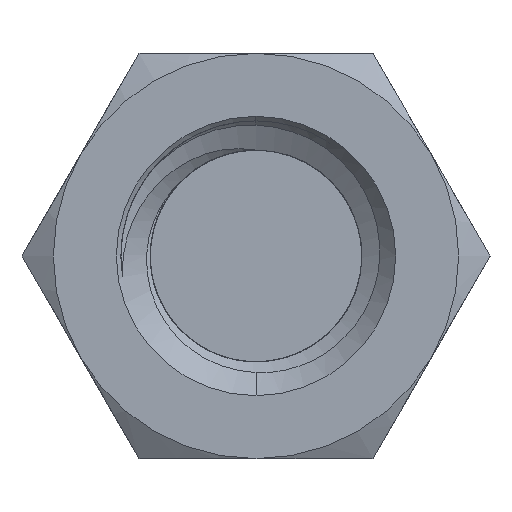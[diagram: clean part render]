
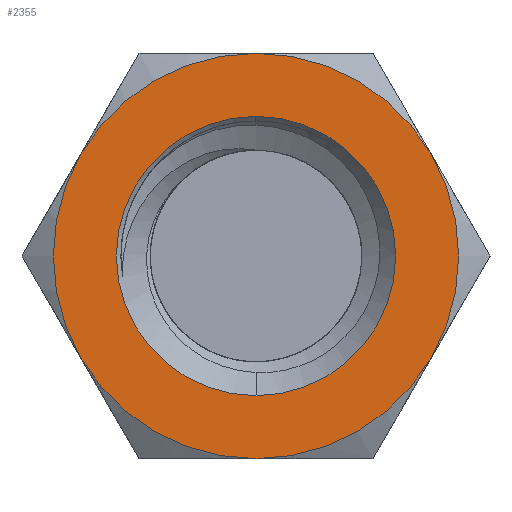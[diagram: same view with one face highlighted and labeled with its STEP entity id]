
A CAD part, left-side view. The second image highlights one B-rep face of the part: STEP entity #2355.
In plain terms, the highlighted planar face has unit normal (-1, 0, 0).
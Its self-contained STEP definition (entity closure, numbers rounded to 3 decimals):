
#35 = AXIS2_PLACEMENT_3D ( 'NONE', #4671, #1826, #4204 ) ;
#128 = DIRECTION ( 'NONE',  ( 0., 0., -1. ) ) ;
#251 = ORIENTED_EDGE ( 'NONE', *, *, #2966, .F. ) ;
#368 = CARTESIAN_POINT ( 'NONE',  ( -14.85, 0., -2.25 ) ) ;
#401 = VERTEX_POINT ( 'NONE', #4471 ) ;
#448 = ORIENTED_EDGE ( 'NONE', *, *, #1885, .F. ) ;
#487 = CIRCLE ( 'NONE', #1220, 2.25 ) ;
#507 = DIRECTION ( 'NONE',  ( 0., 0., 1. ) ) ;
#640 = DIRECTION ( 'NONE',  ( 1., 0., 0. ) ) ;
#676 = CIRCLE ( 'NONE', #4443, 2.25 ) ;
#800 = EDGE_CURVE ( 'NONE', #3168, #401, #3345, .T. ) ;
#846 = ORIENTED_EDGE ( 'NONE', *, *, #2092, .T. ) ;
#909 = ORIENTED_EDGE ( 'NONE', *, *, #967, .F. ) ;
#933 = CARTESIAN_POINT ( 'NONE',  ( -14.85, 2.598, 0. ) ) ;
#951 = DIRECTION ( 'NONE',  ( 1., 0., 0. ) ) ;
#967 = EDGE_CURVE ( 'NONE', #2049, #3168, #3215, .T. ) ;
#1023 = CARTESIAN_POINT ( 'NONE',  ( -14.85, 0., -1.551 ) ) ;
#1203 = CARTESIAN_POINT ( 'NONE',  ( -14.85, 0., 2.25 ) ) ;
#1206 = VERTEX_POINT ( 'NONE', #4956 ) ;
#1220 = AXIS2_PLACEMENT_3D ( 'NONE', #4525, #4144, #4940 ) ;
#1249 = CIRCLE ( 'NONE', #2037, 1.551 ) ;
#1328 = CARTESIAN_POINT ( 'NONE',  ( -14.85, 0., 0. ) ) ;
#1346 = DIRECTION ( 'NONE',  ( 0., 0., -1. ) ) ;
#1350 = PLANE ( 'NONE',  #4574 ) ;
#1356 = CARTESIAN_POINT ( 'NONE',  ( -14.85, 0., 0. ) ) ;
#1375 = DIRECTION ( 'NONE',  ( 1., 0., 0. ) ) ;
#1394 = EDGE_CURVE ( 'NONE', #2739, #1206, #3464, .T. ) ;
#1826 = DIRECTION ( 'NONE',  ( -1., 0., 0. ) ) ;
#1845 = CARTESIAN_POINT ( 'NONE',  ( -14.85, 0., 0. ) ) ;
#1885 = EDGE_CURVE ( 'NONE', #1206, #4261, #2253, .T. ) ;
#1983 = DIRECTION ( 'NONE',  ( -1., 0., 0. ) ) ;
#2037 = AXIS2_PLACEMENT_3D ( 'NONE', #4959, #4540, #507 ) ;
#2049 = VERTEX_POINT ( 'NONE', #1203 ) ;
#2074 = CIRCLE ( 'NONE', #35, 1.551 ) ;
#2092 = EDGE_CURVE ( 'NONE', #2049, #4261, #676, .T. ) ;
#2111 = DIRECTION ( 'NONE',  ( 1., 0., 0. ) ) ;
#2134 = FACE_OUTER_BOUND ( 'NONE', #4557, .T. ) ;
#2253 = CIRCLE ( 'NONE', #2809, 2.25 ) ;
#2290 = DIRECTION ( 'NONE',  ( 0., 0., -1. ) ) ;
#2355 = ADVANCED_FACE ( 'NONE', ( #3721, #2134 ), #1350, .F. ) ;
#2582 = CARTESIAN_POINT ( 'NONE',  ( -14.85, 1.949, 1.125 ) ) ;
#2653 = CARTESIAN_POINT ( 'NONE',  ( -14.85, 0., 0. ) ) ;
#2671 = AXIS2_PLACEMENT_3D ( 'NONE', #2653, #4320, #2290 ) ;
#2713 = EDGE_LOOP ( 'NONE', ( #3869, #251 ) ) ;
#2739 = VERTEX_POINT ( 'NONE', #368 ) ;
#2809 = AXIS2_PLACEMENT_3D ( 'NONE', #1845, #640, #3468 ) ;
#2847 = CARTESIAN_POINT ( 'NONE',  ( -14.85, 0., 0. ) ) ;
#2966 = EDGE_CURVE ( 'NONE', #4253, #3246, #1249, .T. ) ;
#3025 = EDGE_CURVE ( 'NONE', #401, #2739, #487, .T. ) ;
#3168 = VERTEX_POINT ( 'NONE', #4831 ) ;
#3215 = CIRCLE ( 'NONE', #2671, 2.25 ) ;
#3246 = VERTEX_POINT ( 'NONE', #3982 ) ;
#3345 = CIRCLE ( 'NONE', #4406, 2.25 ) ;
#3464 = CIRCLE ( 'NONE', #5097, 2.25 ) ;
#3468 = DIRECTION ( 'NONE',  ( 0., 0., -1. ) ) ;
#3634 = ORIENTED_EDGE ( 'NONE', *, *, #800, .F. ) ;
#3721 = FACE_BOUND ( 'NONE', #2713, .T. ) ;
#3869 = ORIENTED_EDGE ( 'NONE', *, *, #4227, .F. ) ;
#3982 = CARTESIAN_POINT ( 'NONE',  ( -14.85, 0., 1.551 ) ) ;
#4131 = ORIENTED_EDGE ( 'NONE', *, *, #1394, .F. ) ;
#4144 = DIRECTION ( 'NONE',  ( 1., 0., 0. ) ) ;
#4204 = DIRECTION ( 'NONE',  ( 0., 0., 1. ) ) ;
#4227 = EDGE_CURVE ( 'NONE', #3246, #4253, #2074, .T. ) ;
#4253 = VERTEX_POINT ( 'NONE', #1023 ) ;
#4261 = VERTEX_POINT ( 'NONE', #2582 ) ;
#4320 = DIRECTION ( 'NONE',  ( 1., 0., 0. ) ) ;
#4395 = ORIENTED_EDGE ( 'NONE', *, *, #3025, .F. ) ;
#4406 = AXIS2_PLACEMENT_3D ( 'NONE', #1328, #2111, #4952 ) ;
#4443 = AXIS2_PLACEMENT_3D ( 'NONE', #2847, #1983, #4815 ) ;
#4471 = CARTESIAN_POINT ( 'NONE',  ( -14.85, -1.949, -1.125 ) ) ;
#4525 = CARTESIAN_POINT ( 'NONE',  ( -14.85, 0., 0. ) ) ;
#4540 = DIRECTION ( 'NONE',  ( -1., 0., 0. ) ) ;
#4557 = EDGE_LOOP ( 'NONE', ( #4131, #4395, #3634, #909, #846, #448 ) ) ;
#4574 = AXIS2_PLACEMENT_3D ( 'NONE', #933, #951, #128 ) ;
#4671 = CARTESIAN_POINT ( 'NONE',  ( -14.85, 0., 0. ) ) ;
#4815 = DIRECTION ( 'NONE',  ( 0., 0., 1. ) ) ;
#4831 = CARTESIAN_POINT ( 'NONE',  ( -14.85, -1.949, 1.125 ) ) ;
#4940 = DIRECTION ( 'NONE',  ( 0., 0., -1. ) ) ;
#4952 = DIRECTION ( 'NONE',  ( 0., 0., -1. ) ) ;
#4956 = CARTESIAN_POINT ( 'NONE',  ( -14.85, 1.949, -1.125 ) ) ;
#4959 = CARTESIAN_POINT ( 'NONE',  ( -14.85, 0., 0. ) ) ;
#5097 = AXIS2_PLACEMENT_3D ( 'NONE', #1356, #1375, #1346 ) ;
